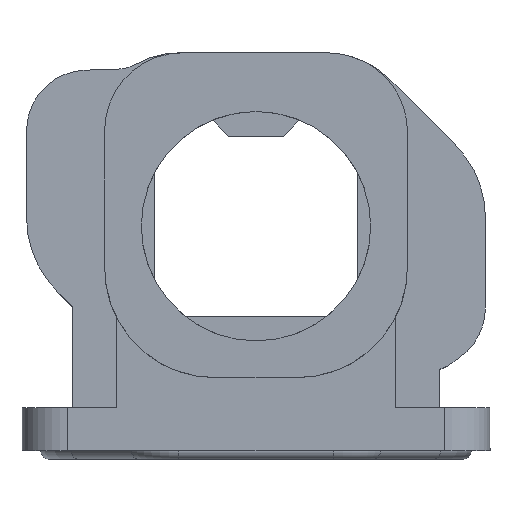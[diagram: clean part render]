
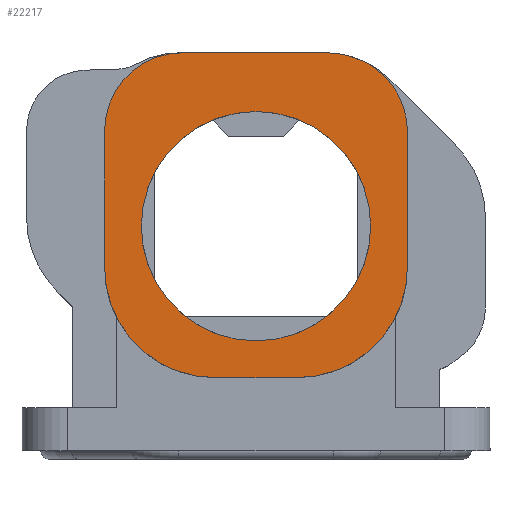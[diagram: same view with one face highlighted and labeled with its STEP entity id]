
A CAD part, left-side view. The second image highlights one B-rep face of the part: STEP entity #22217.
In plain terms, the highlighted planar face has unit normal (-1, 0, 0).
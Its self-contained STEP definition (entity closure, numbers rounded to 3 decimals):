
#1206=AXIS2_PLACEMENT_3D('Circle Axis2P3D',#1204,#1205,$) ;
#5121=AXIS2_PLACEMENT_3D('Circle Axis2P3D',#5119,#5120,$) ;
#5145=AXIS2_PLACEMENT_3D('Circle Axis2P3D',#5143,#5144,$) ;
#5200=AXIS2_PLACEMENT_3D('Circle Axis2P3D',#5198,#5199,$) ;
#5919=AXIS2_PLACEMENT_3D('Circle Axis2P3D',#5917,#5918,$) ;
#22186=AXIS2_PLACEMENT_3D('Plane Axis2P3D',#22183,#22184,#22185) ;
#22201=AXIS2_PLACEMENT_3D('Circle Axis2P3D',#22199,#22200,$) ;
#22210=AXIS2_PLACEMENT_3D('Circle Axis2P3D',#22208,#22209,$) ;
#68=CARTESIAN_POINT('Line Origine',(0.,25.735,44.3)) ;
#72=CARTESIAN_POINT('Vertex',(0.,33.5,44.3)) ;
#74=CARTESIAN_POINT('Vertex',(0.,17.969,44.3)) ;
#1204=CARTESIAN_POINT('Axis2P3D Location',(0.,33.5,35.8)) ;
#1208=CARTESIAN_POINT('Vertex',(0.,42.,35.8)) ;
#1505=CARTESIAN_POINT('Vertex',(0.,9.,35.725)) ;
#1508=CARTESIAN_POINT('Line Origine',(0.,9.,28.312)) ;
#1512=CARTESIAN_POINT('Vertex',(0.,9.,20.9)) ;
#1532=CARTESIAN_POINT('Line Origine',(0.,25.5,8.9)) ;
#1536=CARTESIAN_POINT('Vertex',(0.,30.,8.9)) ;
#1538=CARTESIAN_POINT('Vertex',(0.,21.,8.9)) ;
#5119=CARTESIAN_POINT('Axis2P3D Location',(0.,21.,20.9)) ;
#5143=CARTESIAN_POINT('Axis2P3D Location',(0.,30.,20.9)) ;
#5147=CARTESIAN_POINT('Vertex',(0.,42.,20.9)) ;
#5181=CARTESIAN_POINT('Line Origine',(0.,42.,28.35)) ;
#5198=CARTESIAN_POINT('Axis2P3D Location',(0.,17.5,35.725)) ;
#5202=CARTESIAN_POINT('Vertex',(0.,14.841,43.798)) ;
#5917=CARTESIAN_POINT('Axis2P3D Location',(0.,17.969,34.3)) ;
#22183=CARTESIAN_POINT('Axis2P3D Location',(0.,25.5,26.3)) ;
#22199=CARTESIAN_POINT('Axis2P3D Location',(0.,25.5,25.4)) ;
#22203=CARTESIAN_POINT('Vertex',(0.,13.,25.4)) ;
#22205=CARTESIAN_POINT('Vertex',(0.,38.,25.4)) ;
#22208=CARTESIAN_POINT('Axis2P3D Location',(0.,25.5,25.4)) ;
#69=DIRECTION('Vector Direction',(0.,-1.,0.)) ;
#1205=DIRECTION('Axis2P3D Direction',(-1.,0.,0.)) ;
#1509=DIRECTION('Vector Direction',(0.,0.,1.)) ;
#1533=DIRECTION('Vector Direction',(0.,-1.,0.)) ;
#5120=DIRECTION('Axis2P3D Direction',(-1.,0.,0.)) ;
#5144=DIRECTION('Axis2P3D Direction',(-1.,0.,0.)) ;
#5182=DIRECTION('Vector Direction',(0.,0.,1.)) ;
#5199=DIRECTION('Axis2P3D Direction',(1.,0.,0.)) ;
#5918=DIRECTION('Axis2P3D Direction',(1.,0.,0.)) ;
#22184=DIRECTION('Axis2P3D Direction',(-1.,0.,0.)) ;
#22185=DIRECTION('Axis2P3D XDirection',(0.,1.,0.)) ;
#22200=DIRECTION('Axis2P3D Direction',(-1.,0.,0.)) ;
#22209=DIRECTION('Axis2P3D Direction',(-1.,0.,0.)) ;
#70=VECTOR('Line Direction',#69,1.) ;
#1510=VECTOR('Line Direction',#1509,1.) ;
#1534=VECTOR('Line Direction',#1533,1.) ;
#5183=VECTOR('Line Direction',#5182,1.) ;
#22189=ORIENTED_EDGE('',*,*,#1514,.T.) ;
#22190=ORIENTED_EDGE('',*,*,#5204,.F.) ;
#22191=ORIENTED_EDGE('',*,*,#5921,.F.) ;
#22192=ORIENTED_EDGE('',*,*,#76,.F.) ;
#22193=ORIENTED_EDGE('',*,*,#1210,.F.) ;
#22194=ORIENTED_EDGE('',*,*,#5185,.F.) ;
#22195=ORIENTED_EDGE('',*,*,#5149,.F.) ;
#22196=ORIENTED_EDGE('',*,*,#1540,.T.) ;
#22197=ORIENTED_EDGE('',*,*,#5123,.F.) ;
#22214=ORIENTED_EDGE('',*,*,#22207,.F.) ;
#22215=ORIENTED_EDGE('',*,*,#22212,.F.) ;
#22216=FACE_BOUND('',#22213,.T.) ;
#22217=ADVANCED_FACE('Hauptk\X2\00F6\X0\rper',(#22198,#22216),#22187,.T.) ;
#1207=CIRCLE('generated circle',#1206,8.5) ;
#5122=CIRCLE('generated circle',#5121,12.) ;
#5146=CIRCLE('generated circle',#5145,12.) ;
#5201=CIRCLE('generated circle',#5200,8.5) ;
#5920=CIRCLE('generated circle',#5919,10.) ;
#22202=CIRCLE('generated circle',#22201,12.5) ;
#22211=CIRCLE('generated circle',#22210,12.5) ;
#76=EDGE_CURVE('',#73,#75,#71,.T.) ;
#1210=EDGE_CURVE('',#1209,#73,#1207,.F.) ;
#1514=EDGE_CURVE('',#1513,#1506,#1511,.T.) ;
#1540=EDGE_CURVE('',#1537,#1539,#1535,.T.) ;
#5123=EDGE_CURVE('',#1513,#1539,#5122,.F.) ;
#5149=EDGE_CURVE('',#1537,#5148,#5146,.F.) ;
#5185=EDGE_CURVE('',#5148,#1209,#5184,.T.) ;
#5204=EDGE_CURVE('',#5203,#1506,#5201,.T.) ;
#5921=EDGE_CURVE('',#75,#5203,#5920,.T.) ;
#22207=EDGE_CURVE('',#22204,#22206,#22202,.T.) ;
#22212=EDGE_CURVE('',#22206,#22204,#22211,.T.) ;
#22188=EDGE_LOOP('',(#22189,#22190,#22191,#22192,#22193,#22194,#22195,#22196,#22197)) ;
#22213=EDGE_LOOP('',(#22214,#22215)) ;
#22198=FACE_OUTER_BOUND('',#22188,.T.) ;
#71=LINE('Line',#68,#70) ;
#1511=LINE('Line',#1508,#1510) ;
#1535=LINE('Line',#1532,#1534) ;
#5184=LINE('Line',#5181,#5183) ;
#22187=PLANE('',#22186) ;
#73=VERTEX_POINT('',#72) ;
#75=VERTEX_POINT('',#74) ;
#1209=VERTEX_POINT('',#1208) ;
#1506=VERTEX_POINT('',#1505) ;
#1513=VERTEX_POINT('',#1512) ;
#1537=VERTEX_POINT('',#1536) ;
#1539=VERTEX_POINT('',#1538) ;
#5148=VERTEX_POINT('',#5147) ;
#5203=VERTEX_POINT('',#5202) ;
#22204=VERTEX_POINT('',#22203) ;
#22206=VERTEX_POINT('',#22205) ;
